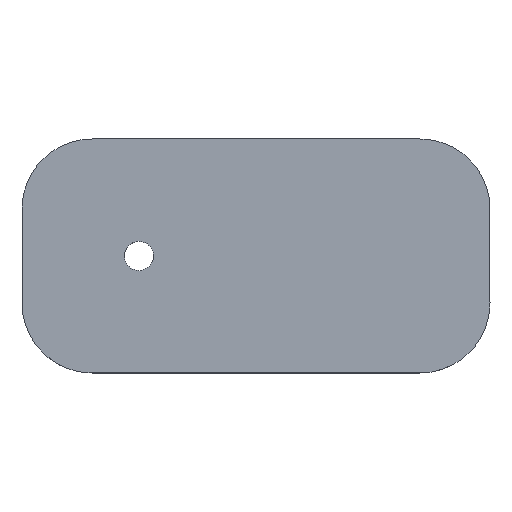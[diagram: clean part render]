
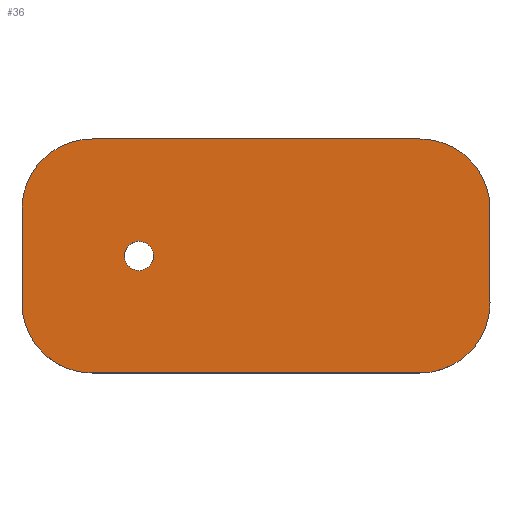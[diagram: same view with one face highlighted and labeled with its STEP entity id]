
A CAD part, top view. The second image highlights one B-rep face of the part: STEP entity #36.
In plain terms, the highlighted planar face has unit normal (0, 0, 1).
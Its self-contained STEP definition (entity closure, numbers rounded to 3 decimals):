
#25=FACE_BOUND('',#62,.T.);
#36=ADVANCED_FACE('',(#48,#25),#209,.T.);
#48=FACE_OUTER_BOUND('',#61,.T.);
#61=EDGE_LOOP('',(#110,#111,#112,#113,#114,#115,#116,#117));
#62=EDGE_LOOP('',(#118,#119));
#110=ORIENTED_EDGE('',*,*,#126,.T.);
#111=ORIENTED_EDGE('',*,*,#130,.T.);
#112=ORIENTED_EDGE('',*,*,#133,.T.);
#113=ORIENTED_EDGE('',*,*,#136,.T.);
#114=ORIENTED_EDGE('',*,*,#139,.T.);
#115=ORIENTED_EDGE('',*,*,#142,.T.);
#116=ORIENTED_EDGE('',*,*,#145,.T.);
#117=ORIENTED_EDGE('',*,*,#147,.T.);
#118=ORIENTED_EDGE('',*,*,#150,.T.);
#119=ORIENTED_EDGE('',*,*,#153,.T.);
#126=EDGE_CURVE('',#187,#186,#167,.T.);
#130=EDGE_CURVE('',#186,#189,#156,.T.);
#133=EDGE_CURVE('',#189,#191,#171,.T.);
#136=EDGE_CURVE('',#191,#193,#159,.T.);
#139=EDGE_CURVE('',#193,#195,#174,.T.);
#142=EDGE_CURVE('',#195,#197,#162,.T.);
#145=EDGE_CURVE('',#197,#199,#177,.T.);
#147=EDGE_CURVE('',#199,#187,#164,.T.);
#150=EDGE_CURVE('',#201,#203,#180,.T.);
#153=EDGE_CURVE('',#203,#201,#183,.T.);
#156=B_SPLINE_CURVE_WITH_KNOTS('',1,(#338,#339),.UNSPECIFIED.,.F.,.F.,(2,
2),(0.,1.4),.UNSPECIFIED.);
#159=B_SPLINE_CURVE_WITH_KNOTS('',1,(#352,#353),.UNSPECIFIED.,.F.,.F.,(2,
2),(10.825,11.225),.UNSPECIFIED.);
#162=B_SPLINE_CURVE_WITH_KNOTS('',1,(#366,#367),.UNSPECIFIED.,.F.,.F.,(2,
2),(20.65,22.05),.UNSPECIFIED.);
#164=B_SPLINE_CURVE_WITH_KNOTS('',1,(#378,#379),.UNSPECIFIED.,.F.,.F.,(2,
2),(31.474,31.874),.UNSPECIFIED.);
#167=(
BOUNDED_CURVE()
B_SPLINE_CURVE(2,(#329,#330,#331),.UNSPECIFIED.,.F.,.F.)
B_SPLINE_CURVE_WITH_KNOTS((3,3),(-9.425,0.),
 .UNSPECIFIED.)
CURVE()
GEOMETRIC_REPRESENTATION_ITEM()
RATIONAL_B_SPLINE_CURVE((1.,0.707,1.))
REPRESENTATION_ITEM('')
);
#171=(
BOUNDED_CURVE()
B_SPLINE_CURVE(2,(#345,#346,#347),.UNSPECIFIED.,.F.,.F.)
B_SPLINE_CURVE_WITH_KNOTS((3,3),(1.4,10.825),
 .UNSPECIFIED.)
CURVE()
GEOMETRIC_REPRESENTATION_ITEM()
RATIONAL_B_SPLINE_CURVE((1.,0.707,1.))
REPRESENTATION_ITEM('')
);
#174=(
BOUNDED_CURVE()
B_SPLINE_CURVE(2,(#359,#360,#361),.UNSPECIFIED.,.F.,.F.)
B_SPLINE_CURVE_WITH_KNOTS((3,3),(11.225,20.65),
 .UNSPECIFIED.)
CURVE()
GEOMETRIC_REPRESENTATION_ITEM()
RATIONAL_B_SPLINE_CURVE((1.,0.707,1.))
REPRESENTATION_ITEM('')
);
#177=(
BOUNDED_CURVE()
B_SPLINE_CURVE(2,(#373,#374,#375),.UNSPECIFIED.,.F.,.F.)
B_SPLINE_CURVE_WITH_KNOTS((3,3),(22.05,31.474),
 .UNSPECIFIED.)
CURVE()
GEOMETRIC_REPRESENTATION_ITEM()
RATIONAL_B_SPLINE_CURVE((1.,0.707,1.))
REPRESENTATION_ITEM('')
);
#180=(
BOUNDED_CURVE()
B_SPLINE_CURVE(2,(#387,#388,#389,#390,#391),.UNSPECIFIED.,.F.,.F.)
B_SPLINE_CURVE_WITH_KNOTS((3,2,3),(31.874,33.838,35.801),
 .UNSPECIFIED.)
CURVE()
GEOMETRIC_REPRESENTATION_ITEM()
RATIONAL_B_SPLINE_CURVE((1.,0.707,1.,0.707,1.))
REPRESENTATION_ITEM('')
);
#183=(
BOUNDED_CURVE()
B_SPLINE_CURVE(2,(#399,#400,#401,#402,#403),.UNSPECIFIED.,.F.,.F.)
B_SPLINE_CURVE_WITH_KNOTS((3,2,3),(35.801,37.765,39.728),
 .UNSPECIFIED.)
CURVE()
GEOMETRIC_REPRESENTATION_ITEM()
RATIONAL_B_SPLINE_CURVE((1.,0.707,1.,0.707,1.))
REPRESENTATION_ITEM('')
);
#186=VERTEX_POINT('',#306);
#187=VERTEX_POINT('',#307);
#189=VERTEX_POINT('',#309);
#191=VERTEX_POINT('',#311);
#193=VERTEX_POINT('',#313);
#195=VERTEX_POINT('',#315);
#197=VERTEX_POINT('',#317);
#199=VERTEX_POINT('',#319);
#201=VERTEX_POINT('',#321);
#203=VERTEX_POINT('',#323);
#209=PLANE('',#241);
#241=AXIS2_PLACEMENT_3D('',#293,#250,$);
#250=DIRECTION('',(0.,0.,1.));
#293=CARTESIAN_POINT('',(-15.,-12.5,1.5));
#306=CARTESIAN_POINT('',(24.,10.,1.5));
#307=CARTESIAN_POINT('',(30.,4.,1.5));
#309=CARTESIAN_POINT('',(-4.,10.,1.5));
#311=CARTESIAN_POINT('',(-10.,4.,1.5));
#313=CARTESIAN_POINT('',(-10.,-4.,1.5));
#315=CARTESIAN_POINT('',(-4.,-10.,1.5));
#317=CARTESIAN_POINT('',(24.,-10.,1.5));
#319=CARTESIAN_POINT('',(30.,-4.,1.5));
#321=CARTESIAN_POINT('',(1.25,0.,1.5));
#323=CARTESIAN_POINT('',(-1.25,0.,1.5));
#329=CARTESIAN_POINT('',(30.,4.,1.5));
#330=CARTESIAN_POINT('',(30.,10.,1.5));
#331=CARTESIAN_POINT('',(24.,10.,1.5));
#338=CARTESIAN_POINT('',(24.,10.,1.5));
#339=CARTESIAN_POINT('',(-4.,10.,1.5));
#345=CARTESIAN_POINT('',(-4.,10.,1.5));
#346=CARTESIAN_POINT('',(-10.,10.,1.5));
#347=CARTESIAN_POINT('',(-10.,4.,1.5));
#352=CARTESIAN_POINT('',(-10.,4.,1.5));
#353=CARTESIAN_POINT('',(-10.,-4.,1.5));
#359=CARTESIAN_POINT('',(-10.,-4.,1.5));
#360=CARTESIAN_POINT('',(-10.,-10.,1.5));
#361=CARTESIAN_POINT('',(-4.,-10.,1.5));
#366=CARTESIAN_POINT('',(-4.,-10.,1.5));
#367=CARTESIAN_POINT('',(24.,-10.,1.5));
#373=CARTESIAN_POINT('',(24.,-10.,1.5));
#374=CARTESIAN_POINT('',(30.,-10.,1.5));
#375=CARTESIAN_POINT('',(30.,-4.,1.5));
#378=CARTESIAN_POINT('',(30.,-4.,1.5));
#379=CARTESIAN_POINT('',(30.,4.,1.5));
#387=CARTESIAN_POINT('',(1.25,0.,1.5));
#388=CARTESIAN_POINT('',(1.25,-1.25,1.5));
#389=CARTESIAN_POINT('',(0.,-1.25,1.5));
#390=CARTESIAN_POINT('',(-1.25,-1.25,1.5));
#391=CARTESIAN_POINT('',(-1.25,0.,1.5));
#399=CARTESIAN_POINT('',(-1.25,0.,1.5));
#400=CARTESIAN_POINT('',(-1.25,1.25,1.5));
#401=CARTESIAN_POINT('',(0.,1.25,1.5));
#402=CARTESIAN_POINT('',(1.25,1.25,1.5));
#403=CARTESIAN_POINT('',(1.25,0.,1.5));
